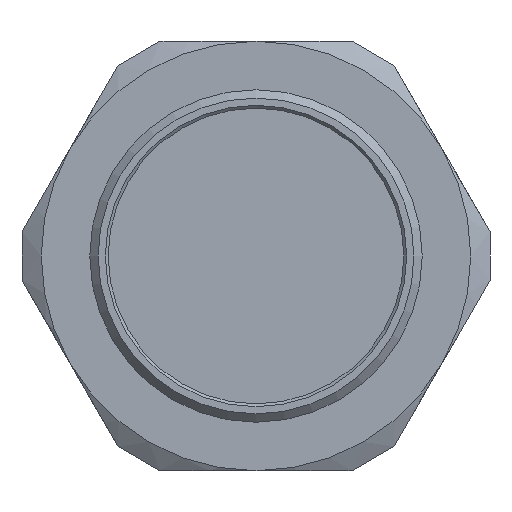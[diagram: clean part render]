
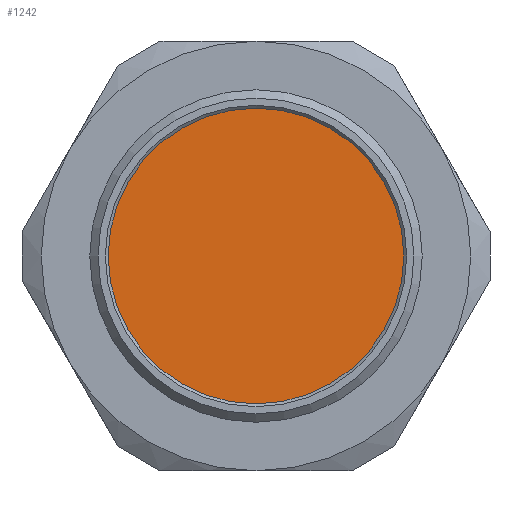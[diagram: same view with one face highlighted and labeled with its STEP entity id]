
A CAD part, front view. The second image highlights one B-rep face of the part: STEP entity #1242.
In plain terms, the highlighted planar face has unit normal (0, -1, 0).
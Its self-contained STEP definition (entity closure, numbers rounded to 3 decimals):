
#250=FACE_OUTER_BOUND('',#333,.T.);
#333=EDGE_LOOP('',(#818));
#422=CIRCLE('',#1350,26.507);
#499=VERTEX_POINT('',#1891);
#622=EDGE_CURVE('',#499,#499,#422,.T.);
#818=ORIENTED_EDGE('',*,*,#622,.T.);
#1209=PLANE('',#1349);
#1242=ADVANCED_FACE('',(#250),#1209,.F.);
#1349=AXIS2_PLACEMENT_3D('',#1890,#1513,#1514);
#1350=AXIS2_PLACEMENT_3D('',#1892,#1515,#1516);
#1513=DIRECTION('center_axis',(0.,1.,0.));
#1514=DIRECTION('ref_axis',(0.,0.,1.));
#1515=DIRECTION('center_axis',(0.,-1.,0.));
#1516=DIRECTION('ref_axis',(-1.,0.,0.));
#1890=CARTESIAN_POINT('Origin',(0.,19.,0.));
#1891=CARTESIAN_POINT('',(26.507,19.,0.));
#1892=CARTESIAN_POINT('Origin',(0.,19.,0.));
